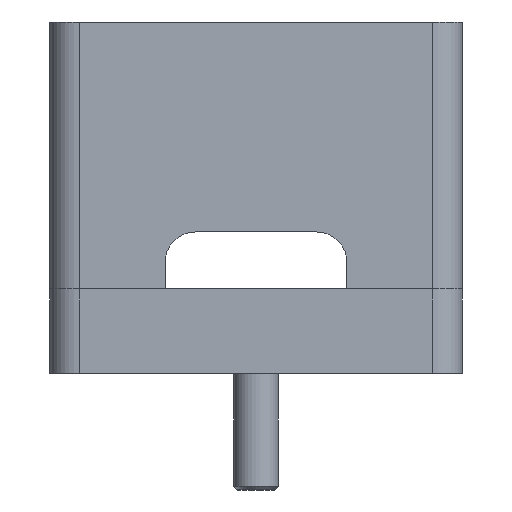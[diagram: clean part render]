
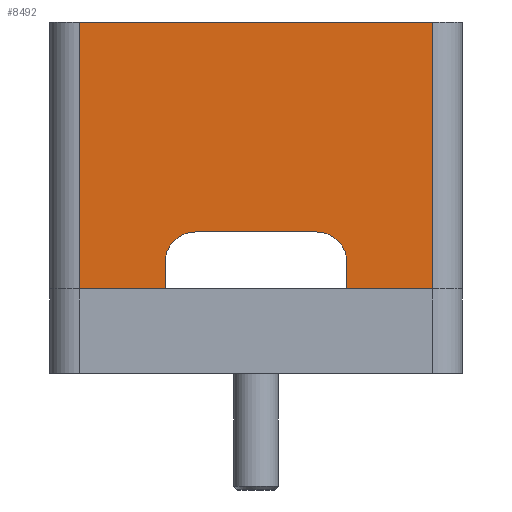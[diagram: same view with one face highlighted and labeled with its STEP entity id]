
A CAD part, front view. The second image highlights one B-rep face of the part: STEP entity #8492.
In plain terms, the highlighted face is planar.
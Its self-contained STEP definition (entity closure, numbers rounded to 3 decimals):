
#547=PLANE('',#9292);
#803=FACE_OUTER_BOUND('',#1311,.T.);
#1311=EDGE_LOOP('',(#6698,#6699,#6700,#6701,#6702,#6703,#6704,#6705,#6706,
#6707));
#1980=LINE('',#13165,#2679);
#2074=LINE('',#13500,#2773);
#2075=LINE('',#13505,#2774);
#2076=LINE('',#13508,#2775);
#2077=LINE('',#13510,#2776);
#2078=LINE('',#13514,#2777);
#2079=LINE('',#13518,#2778);
#2080=LINE('',#13519,#2779);
#2679=VECTOR('',#10724,10.);
#2773=VECTOR('',#10994,10.);
#2774=VECTOR('',#11001,10.);
#2775=VECTOR('',#11004,10.);
#2776=VECTOR('',#11005,10.);
#2777=VECTOR('',#11008,10.);
#2778=VECTOR('',#11011,10.);
#2779=VECTOR('',#11012,10.);
#3304=CIRCLE('',#9293,2.);
#3305=CIRCLE('',#9294,2.);
#3831=VERTEX_POINT('',#13162);
#3832=VERTEX_POINT('',#13164);
#3985=VERTEX_POINT('',#13499);
#3986=VERTEX_POINT('',#13503);
#3987=VERTEX_POINT('',#13507);
#3988=VERTEX_POINT('',#13509);
#3989=VERTEX_POINT('',#13511);
#3990=VERTEX_POINT('',#13513);
#3991=VERTEX_POINT('',#13515);
#3992=VERTEX_POINT('',#13517);
#4822=EDGE_CURVE('',#3831,#3832,#1980,.T.);
#4991=EDGE_CURVE('',#3985,#3832,#2074,.T.);
#4994=EDGE_CURVE('',#3986,#3831,#2075,.T.);
#4995=EDGE_CURVE('',#3986,#3987,#2076,.T.);
#4996=EDGE_CURVE('',#3987,#3988,#2077,.T.);
#4997=EDGE_CURVE('',#3989,#3988,#3304,.T.);
#4998=EDGE_CURVE('',#3989,#3990,#2078,.T.);
#4999=EDGE_CURVE('',#3991,#3990,#3305,.T.);
#5000=EDGE_CURVE('',#3991,#3992,#2079,.T.);
#5001=EDGE_CURVE('',#3992,#3985,#2080,.T.);
#6698=ORIENTED_EDGE('',*,*,#4994,.F.);
#6699=ORIENTED_EDGE('',*,*,#4995,.T.);
#6700=ORIENTED_EDGE('',*,*,#4996,.T.);
#6701=ORIENTED_EDGE('',*,*,#4997,.F.);
#6702=ORIENTED_EDGE('',*,*,#4998,.T.);
#6703=ORIENTED_EDGE('',*,*,#4999,.F.);
#6704=ORIENTED_EDGE('',*,*,#5000,.T.);
#6705=ORIENTED_EDGE('',*,*,#5001,.T.);
#6706=ORIENTED_EDGE('',*,*,#4991,.T.);
#6707=ORIENTED_EDGE('',*,*,#4822,.F.);
#8492=ADVANCED_FACE('',(#803),#547,.T.);
#9292=AXIS2_PLACEMENT_3D('',#13506,#11002,#11003);
#9293=AXIS2_PLACEMENT_3D('',#13512,#11006,#11007);
#9294=AXIS2_PLACEMENT_3D('',#13516,#11009,#11010);
#10724=DIRECTION('',(0.,0.,-1.));
#10994=DIRECTION('',(0.,1.,0.));
#11001=DIRECTION('',(0.,1.,0.));
#11002=DIRECTION('center_axis',(1.,0.,0.));
#11003=DIRECTION('ref_axis',(0.,0.,
-1.));
#11004=DIRECTION('',(0.,0.,-1.));
#11005=DIRECTION('',(0.,1.,0.));
#11006=DIRECTION('center_axis',(1.,0.,0.));
#11007=DIRECTION('ref_axis',(0.,0.707,0.707));
#11008=DIRECTION('',(0.,0.,-1.));
#11009=DIRECTION('center_axis',(1.,0.,0.));
#11010=DIRECTION('ref_axis',(0.,0.707,-0.707));
#11011=DIRECTION('',(0.,-1.,0.));
#11012=DIRECTION('',(0.,0.,-1.));
#13162=CARTESIAN_POINT('',(43.775,29.69,11.65));
#13164=CARTESIAN_POINT('',(43.775,29.69,-11.65));
#13165=CARTESIAN_POINT('',(43.775,29.69,5.825));
#13499=CARTESIAN_POINT('',(43.775,12.07,-11.65));
#13500=CARTESIAN_POINT('',(43.775,11.57,-11.65));
#13503=CARTESIAN_POINT('',(43.775,12.07,11.65));
#13505=CARTESIAN_POINT('',(43.775,11.57,11.65));
#13506=CARTESIAN_POINT('Origin',(43.775,11.57,11.65));
#13507=CARTESIAN_POINT('',(43.775,12.07,6.));
#13508=CARTESIAN_POINT('',(43.775,12.07,5.825));
#13509=CARTESIAN_POINT('',(43.775,13.83,6.));
#13510=CARTESIAN_POINT('',(43.775,11.57,6.));
#13511=CARTESIAN_POINT('',(43.775,15.83,4.));
#13512=CARTESIAN_POINT('Origin',(43.775,13.83,4.));
#13513=CARTESIAN_POINT('',(43.775,15.83,-4.));
#13514=CARTESIAN_POINT('',(43.775,15.83,5.825));
#13515=CARTESIAN_POINT('',(43.775,13.83,-6.));
#13516=CARTESIAN_POINT('Origin',(43.775,13.83,-4.));
#13517=CARTESIAN_POINT('',(43.775,12.07,-6.));
#13518=CARTESIAN_POINT('',(43.775,11.57,-6.));
#13519=CARTESIAN_POINT('',(43.775,12.07,5.825));
